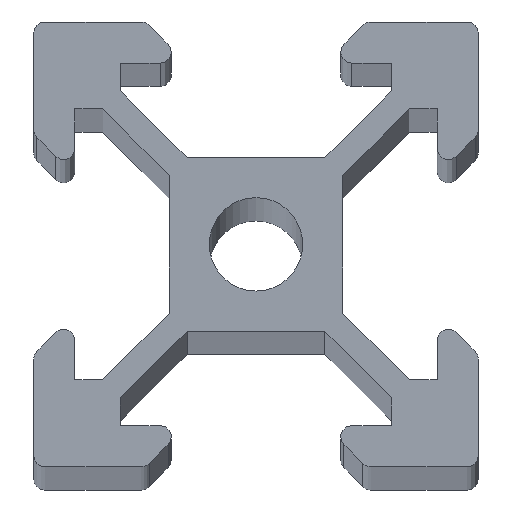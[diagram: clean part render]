
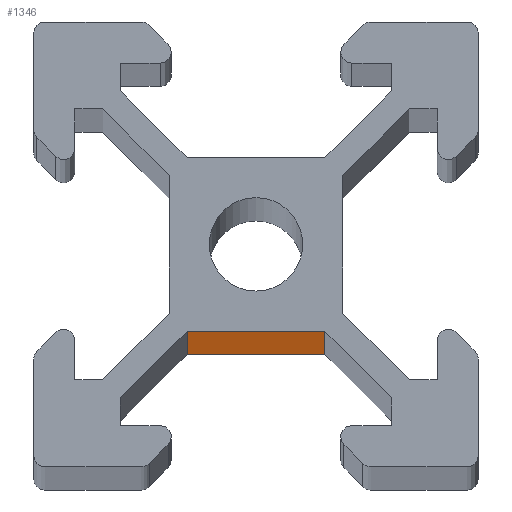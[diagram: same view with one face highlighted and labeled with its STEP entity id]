
A CAD part, top view. The second image highlights one B-rep face of the part: STEP entity #1346.
In plain terms, the highlighted planar face has unit normal (0, -1, 0).
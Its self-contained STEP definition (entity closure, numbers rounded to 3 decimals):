
#59=PLANE('',#1469);
#126=FACE_OUTER_BOUND('',#194,.T.);
#194=EDGE_LOOP('',(#1185,#1186,#1187,#1188));
#221=LINE('',#1914,#374);
#346=LINE('',#2227,#499);
#347=LINE('',#2230,#500);
#348=LINE('',#2231,#501);
#374=VECTOR('',#1523,10.);
#499=VECTOR('',#1832,10.);
#500=VECTOR('',#1835,10.);
#501=VECTOR('',#1836,10.);
#577=VERTEX_POINT('',#1911);
#578=VERTEX_POINT('',#1913);
#674=VERTEX_POINT('',#2225);
#675=VERTEX_POINT('',#2229);
#709=EDGE_CURVE('',#577,#578,#221,.T.);
#866=EDGE_CURVE('',#577,#674,#346,.T.);
#867=EDGE_CURVE('',#675,#674,#347,.T.);
#868=EDGE_CURVE('',#578,#675,#348,.T.);
#1185=ORIENTED_EDGE('',*,*,#709,.F.);
#1186=ORIENTED_EDGE('',*,*,#866,.T.);
#1187=ORIENTED_EDGE('',*,*,#867,.F.);
#1188=ORIENTED_EDGE('',*,*,#868,.F.);
#1346=ADVANCED_FACE('',(#126),#59,.T.);
#1469=AXIS2_PLACEMENT_3D('',#2228,#1833,#1834);
#1523=DIRECTION('',(1.,0.,0.));
#1832=DIRECTION('',(0.,0.,-1.));
#1833=DIRECTION('center_axis',(0.,-1.,0.));
#1834=DIRECTION('ref_axis',(-1.,0.,0.));
#1835=DIRECTION('',(-1.,0.,0.));
#1836=DIRECTION('',(0.,0.,-1.));
#1911=CARTESIAN_POINT('',(6.9,6.1,0.));
#1913=CARTESIAN_POINT('',(13.1,6.1,0.));
#1914=CARTESIAN_POINT('',(6.9,6.1,0.));
#2225=CARTESIAN_POINT('',(6.9,6.1,-600.));
#2227=CARTESIAN_POINT('',(6.9,6.1,0.));
#2228=CARTESIAN_POINT('Origin',(13.1,6.1,0.));
#2229=CARTESIAN_POINT('',(13.1,6.1,-600.));
#2230=CARTESIAN_POINT('',(6.9,6.1,-600.));
#2231=CARTESIAN_POINT('',(13.1,6.1,0.));
